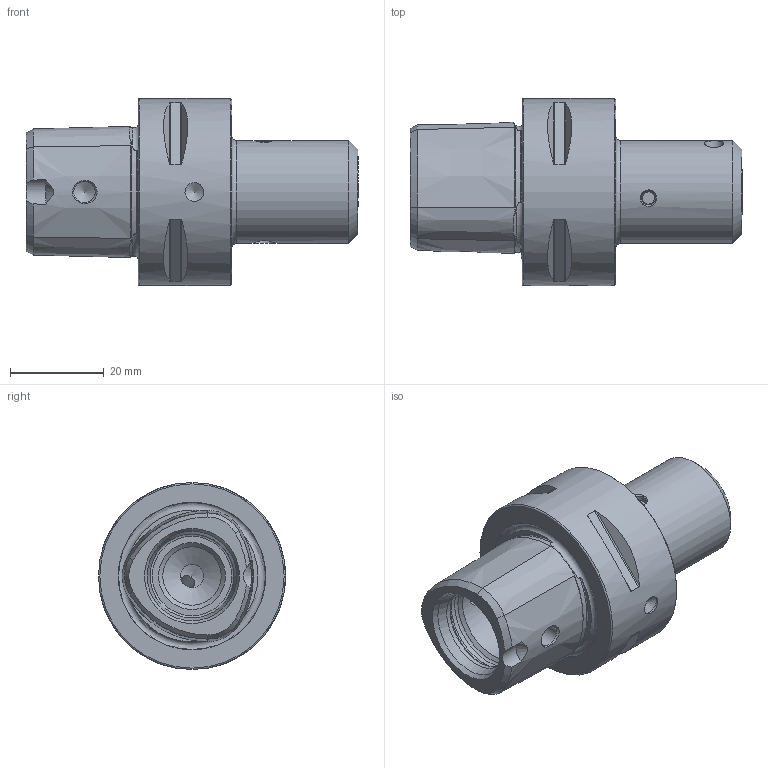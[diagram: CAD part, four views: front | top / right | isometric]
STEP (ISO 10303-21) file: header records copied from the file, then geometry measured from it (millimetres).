
FILE_DESCRIPTION (( 'STEP AP214' ), '1' );
FILE_NAME ('PS4.C07.K01.047-F0.STEP', '2022-01-17T14:49:48', ( '' ), ( '' ), 'SwSTEP 2.0', 'SolidWorks 2017', '' );
FILE_SCHEMA (( 'AUTOMOTIVE_DESIGN' ));
Length unit declared in the file: millimetre
Products named in the file (5): PS4-C07.K01.047-F0_A; KVT_MB_600_040; Axx-BG4.003.xxx_A_Adapter ›7; ISO 4026 - M4 x 6; PS4.C07.K01.047-F0
Assembly tree (4 placements, depth 2):
  PS4.C07.K01.047-F0
    PS4-C07.K01.047-F0_A
    Axx-BG4.003.xxx_A_Adapter ›7
    ISO 4026 - M4 x 6
    KVT_MB_600_040
Bounding box: 71 x 40 x 40 mm (x, y, z)
Volume: 40607.2 mm3; surface area: 12184.1 mm2
Topology: 5 solids, 5 shells, 165 faces, 389 edges, 235 vertices
Faces by surface type: cone 63, plane 45, cylinder 36, torus 19, bspline 1, sphere 1
Full cylindrical faces by diameter (mm): 2 x2, 2.7 x1, 3 x3, 3.3 x3, 4 x6, 4.2 x1, 4.5 x1, 4.6 x2, 5 x1, 7 x1, 12.5 x1, 18 x2, 20 x1, 22 x1, 40 x1
Entity records: 6306 total; most frequent: CARTESIAN_POINT 2795, DIRECTION 674, ORIENTED_EDGE 582, AXIS2_PLACEMENT_3D 298, EDGE_CURVE 291, EDGE_LOOP 253, VERTEX_POINT 212, FACE_OUTER_BOUND 199
